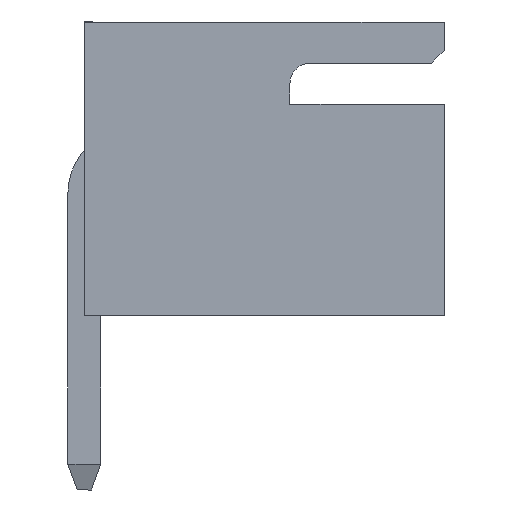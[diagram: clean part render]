
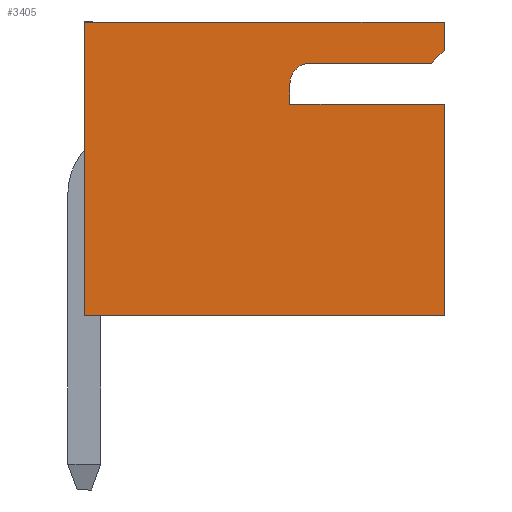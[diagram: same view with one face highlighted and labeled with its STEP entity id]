
A CAD part, left-side view. The second image highlights one B-rep face of the part: STEP entity #3405.
In plain terms, the highlighted planar face has unit normal (-1, 0, 0).
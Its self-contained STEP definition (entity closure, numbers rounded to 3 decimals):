
#628 = CARTESIAN_POINT ( 'NONE',  ( -6.25, -3.66, -2.85 ) ) ;
#776 = EDGE_CURVE ( 'NONE', #7408, #2367, #1349, .T. ) ;
#930 = VECTOR ( 'NONE', #15965, 1000. ) ;
#1241 = CARTESIAN_POINT ( 'NONE',  ( -6.25, -3.66, 2.3 ) ) ;
#1349 = LINE ( 'NONE', #1614, #16659 ) ;
#1359 = VERTEX_POINT ( 'NONE', #2246 ) ;
#1585 = FACE_OUTER_BOUND ( 'NONE', #2865, .T. ) ;
#1614 = CARTESIAN_POINT ( 'NONE',  ( -6.25, -0.66, 1.25 ) ) ;
#1775 = CARTESIAN_POINT ( 'NONE',  ( -6.25, 3.34, -2.85 ) ) ;
#1927 = LINE ( 'NONE', #4405, #11932 ) ;
#2061 = ORIENTED_EDGE ( 'NONE', *, *, #13149, .F. ) ;
#2163 = EDGE_CURVE ( 'NONE', #1359, #7408, #16207, .T. ) ;
#2246 = CARTESIAN_POINT ( 'NONE',  ( -6.25, -0.66, 1.65 ) ) ;
#2270 = CARTESIAN_POINT ( 'NONE',  ( -6.25, -3.66, 2.85 ) ) ;
#2367 = VERTEX_POINT ( 'NONE', #7729 ) ;
#2735 = VERTEX_POINT ( 'NONE', #15759 ) ;
#2865 = EDGE_LOOP ( 'NONE', ( #3914, #11131, #2061, #5757, #12484, #9883, #4832, #9305, #10378, #4155 ) ) ;
#2976 = VERTEX_POINT ( 'NONE', #628 ) ;
#3085 = AXIS2_PLACEMENT_3D ( 'NONE', #8232, #17189, #9294 ) ;
#3405 = ADVANCED_FACE ( 'NONE', ( #1585 ), #11905, .F. ) ;
#3792 = VECTOR ( 'NONE', #14329, 1000. ) ;
#3793 = VERTEX_POINT ( 'NONE', #1241 ) ;
#3914 = ORIENTED_EDGE ( 'NONE', *, *, #10530, .T. ) ;
#4155 = ORIENTED_EDGE ( 'NONE', *, *, #13015, .T. ) ;
#4405 = CARTESIAN_POINT ( 'NONE',  ( -6.25, -3.66, -2.85 ) ) ;
#4832 = ORIENTED_EDGE ( 'NONE', *, *, #7581, .F. ) ;
#4988 = VECTOR ( 'NONE', #14405, 1000. ) ;
#5734 = LINE ( 'NONE', #16376, #10660 ) ;
#5757 = ORIENTED_EDGE ( 'NONE', *, *, #16778, .T. ) ;
#6122 = CARTESIAN_POINT ( 'NONE',  ( -6.25, 3.34, 2.85 ) ) ;
#6210 = DIRECTION ( 'NONE',  ( 0., -1., 0. ) ) ;
#6462 = CARTESIAN_POINT ( 'NONE',  ( -6.25, -3.41, 2.05 ) ) ;
#6510 = VERTEX_POINT ( 'NONE', #11263 ) ;
#6563 = CARTESIAN_POINT ( 'NONE',  ( -6.25, -3.66, -2.85 ) ) ;
#7310 = VERTEX_POINT ( 'NONE', #6462 ) ;
#7408 = VERTEX_POINT ( 'NONE', #8202 ) ;
#7581 = EDGE_CURVE ( 'NONE', #2367, #2976, #1927, .T. ) ;
#7729 = CARTESIAN_POINT ( 'NONE',  ( -6.25, -3.66, 1.25 ) ) ;
#7902 = VECTOR ( 'NONE', #8521, 1000. ) ;
#8202 = CARTESIAN_POINT ( 'NONE',  ( -6.25, -0.66, 1.25 ) ) ;
#8217 = LINE ( 'NONE', #6563, #930 ) ;
#8232 = CARTESIAN_POINT ( 'NONE',  ( -6.25, -3.66, -2.85 ) ) ;
#8317 = EDGE_CURVE ( 'NONE', #2976, #14018, #5734, .T. ) ;
#8521 = DIRECTION ( 'NONE',  ( 0., 0., -1. ) ) ;
#8946 = CARTESIAN_POINT ( 'NONE',  ( -6.25, -0.66, 2.05 ) ) ;
#9294 = DIRECTION ( 'NONE',  ( 0., -1., 0. ) ) ;
#9305 = ORIENTED_EDGE ( 'NONE', *, *, #776, .F. ) ;
#9424 = DIRECTION ( 'NONE',  ( 0., 0., -1. ) ) ;
#9883 = ORIENTED_EDGE ( 'NONE', *, *, #8317, .F. ) ;
#10142 = DIRECTION ( 'NONE',  ( 1., 0., 0. ) ) ;
#10263 = LINE ( 'NONE', #15556, #3792 ) ;
#10378 = ORIENTED_EDGE ( 'NONE', *, *, #2163, .F. ) ;
#10530 = EDGE_CURVE ( 'NONE', #2735, #7310, #12957, .T. ) ;
#10660 = VECTOR ( 'NONE', #14884, 1000. ) ;
#11131 = ORIENTED_EDGE ( 'NONE', *, *, #16519, .T. ) ;
#11263 = CARTESIAN_POINT ( 'NONE',  ( -6.25, -3.66, 2.85 ) ) ;
#11876 = VERTEX_POINT ( 'NONE', #6122 ) ;
#11905 = PLANE ( 'NONE',  #3085 ) ;
#11932 = VECTOR ( 'NONE', #15112, 1000. ) ;
#12030 = DIRECTION ( 'NONE',  ( 0., -1., 0. ) ) ;
#12225 = CARTESIAN_POINT ( 'NONE',  ( -6.25, -0.66, 2.05 ) ) ;
#12307 = VECTOR ( 'NONE', #9424, 1000. ) ;
#12484 = ORIENTED_EDGE ( 'NONE', *, *, #14588, .T. ) ;
#12948 = DIRECTION ( 'NONE',  ( 0., 1., 0. ) ) ;
#12957 = LINE ( 'NONE', #8946, #4988 ) ;
#13015 = EDGE_CURVE ( 'NONE', #1359, #2735, #13499, .T. ) ;
#13149 = EDGE_CURVE ( 'NONE', #6510, #3793, #8217, .T. ) ;
#13499 = CIRCLE ( 'NONE', #13768, 0.4 ) ;
#13571 = LINE ( 'NONE', #1775, #7902 ) ;
#13768 = AXIS2_PLACEMENT_3D ( 'NONE', #15605, #10142, #6210 ) ;
#14018 = VERTEX_POINT ( 'NONE', #17174 ) ;
#14226 = LINE ( 'NONE', #2270, #15497 ) ;
#14329 = DIRECTION ( 'NONE',  ( 0., -0.707, 0.707 ) ) ;
#14405 = DIRECTION ( 'NONE',  ( 0., -1., 0. ) ) ;
#14588 = EDGE_CURVE ( 'NONE', #11876, #14018, #13571, .T. ) ;
#14884 = DIRECTION ( 'NONE',  ( 0., 1., 0. ) ) ;
#15112 = DIRECTION ( 'NONE',  ( 0., 0., -1. ) ) ;
#15497 = VECTOR ( 'NONE', #12948, 1000. ) ;
#15556 = CARTESIAN_POINT ( 'NONE',  ( -6.25, -3.41, 2.05 ) ) ;
#15605 = CARTESIAN_POINT ( 'NONE',  ( -6.25, -1.06, 1.65 ) ) ;
#15759 = CARTESIAN_POINT ( 'NONE',  ( -6.25, -1.06, 2.05 ) ) ;
#15965 = DIRECTION ( 'NONE',  ( 0., 0., -1. ) ) ;
#16207 = LINE ( 'NONE', #12225, #12307 ) ;
#16376 = CARTESIAN_POINT ( 'NONE',  ( -6.25, -3.66, -2.85 ) ) ;
#16519 = EDGE_CURVE ( 'NONE', #7310, #3793, #10263, .T. ) ;
#16659 = VECTOR ( 'NONE', #12030, 1000. ) ;
#16778 = EDGE_CURVE ( 'NONE', #6510, #11876, #14226, .T. ) ;
#17174 = CARTESIAN_POINT ( 'NONE',  ( -6.25, 3.34, -2.85 ) ) ;
#17189 = DIRECTION ( 'NONE',  ( 1., 0., 0. ) ) ;
